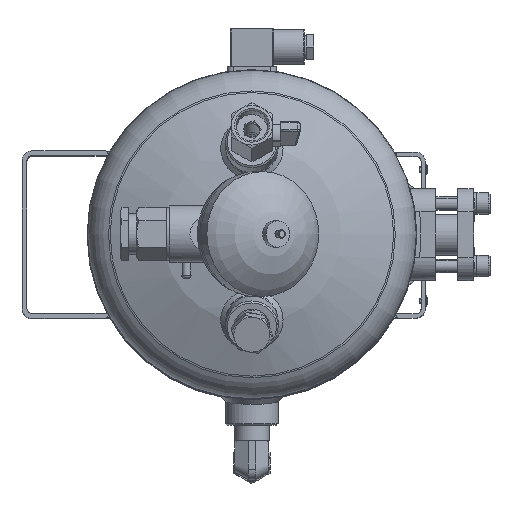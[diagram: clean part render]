
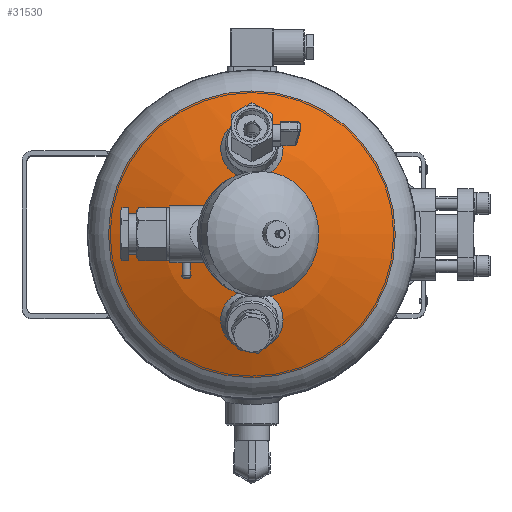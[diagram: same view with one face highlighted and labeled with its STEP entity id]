
A CAD part, top view. The second image highlights one B-rep face of the part: STEP entity #31530.
In plain terms, the highlighted spherical face has radius 202.3 mm.
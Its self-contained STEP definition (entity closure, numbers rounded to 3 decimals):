
#280=SPHERICAL_SURFACE('',#38852,202.3);
#5850=CIRCLE('',#38847,15.);
#5854=CIRCLE('',#38853,15.);
#5855=CIRCLE('',#38854,87.326);
#5856=CIRCLE('',#38855,20.);
#7168=ORIENTED_EDGE('',*,*,#16200,.T.);
#7169=ORIENTED_EDGE('',*,*,#16204,.T.);
#7170=ORIENTED_EDGE('',*,*,#16205,.F.);
#7171=ORIENTED_EDGE('',*,*,#16206,.F.);
#16200=EDGE_CURVE('',#20781,#20781,#5850,.T.);
#16204=EDGE_CURVE('',#20785,#20785,#5854,.T.);
#16205=EDGE_CURVE('',#20786,#20786,#5855,.T.);
#16206=EDGE_CURVE('',#20787,#20787,#5856,.F.);
#20781=VERTEX_POINT('',#49753);
#20785=VERTEX_POINT('',#49763);
#20786=VERTEX_POINT('',#49765);
#20787=VERTEX_POINT('',#49767);
#25815=EDGE_LOOP('',(#7168));
#25816=EDGE_LOOP('',(#7169));
#25817=EDGE_LOOP('',(#7170));
#25818=EDGE_LOOP('',(#7171));
#28469=FACE_BOUND('',#25815,.T.);
#28470=FACE_BOUND('',#25816,.T.);
#28471=FACE_BOUND('',#25817,.T.);
#28472=FACE_BOUND('',#25818,.T.);
#31530=ADVANCED_FACE('',(#28469,#28470,#28471,#28472),#280,.T.);
#38847=AXIS2_PLACEMENT_3D('',#49752,#42022,#42023);
#38852=AXIS2_PLACEMENT_3D('',#49761,#42032,#42033);
#38853=AXIS2_PLACEMENT_3D('',#49762,#42034,#42035);
#38854=AXIS2_PLACEMENT_3D('',#49764,#42036,#42037);
#38855=AXIS2_PLACEMENT_3D('',#49766,#42038,#42039);
#42022=DIRECTION('',(0.259,0.,-0.966));
#42023=DIRECTION('',(0.966,0.,0.259));
#42032=DIRECTION('',(0.,0.,-1.));
#42033=DIRECTION('',(1.,0.,0.));
#42034=DIRECTION('',(-0.259,0.,-0.966));
#42035=DIRECTION('',(-0.966,0.,0.259));
#42036=DIRECTION('',(0.,0.,-1.));
#42037=DIRECTION('',(-1.,0.,0.));
#42038=DIRECTION('',(0.,0.,-1.));
#42039=DIRECTION('',(-1.,0.,0.));
#49752=CARTESIAN_POINT('',(-52.215,0.,46.028));
#49753=CARTESIAN_POINT('',(-37.726,0.,49.911));
#49761=CARTESIAN_POINT('',(0.,0.,-148.841));
#49762=CARTESIAN_POINT('',(52.215,0.,46.028));
#49763=CARTESIAN_POINT('',(37.726,0.,49.911));
#49764=CARTESIAN_POINT('',(0.,0.,33.641));
#49765=CARTESIAN_POINT('',(-87.326,0.,33.641));
#49766=CARTESIAN_POINT('',(0.,0.,52.468));
#49767=CARTESIAN_POINT('',(-20.,0.,52.468));
